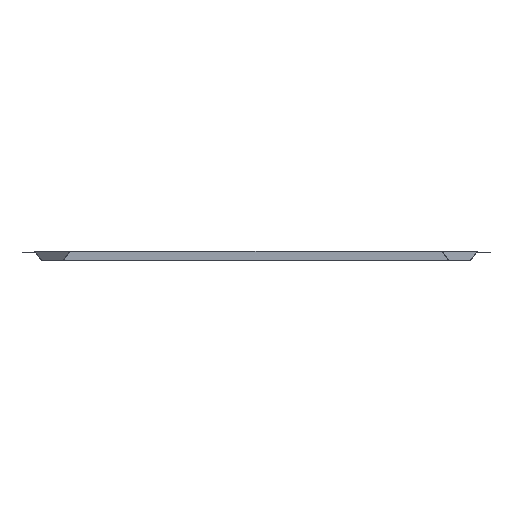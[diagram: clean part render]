
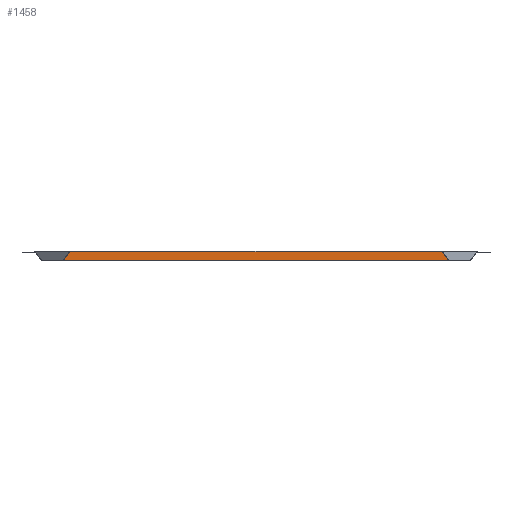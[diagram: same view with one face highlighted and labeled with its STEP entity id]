
A CAD part, front view. The second image highlights one B-rep face of the part: STEP entity #1458.
In plain terms, the highlighted planar face has unit normal (0, -1, 0).
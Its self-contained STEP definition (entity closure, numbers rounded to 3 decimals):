
#54 = EDGE_CURVE ( 'NONE', #1251, #993, #1823, .T. ) ;
#149 = CARTESIAN_POINT ( 'NONE',  ( 294.214, -0.7, -0.7 ) ) ;
#173 = EDGE_CURVE ( 'NONE', #778, #313, #2147, .T. ) ;
#203 = FACE_OUTER_BOUND ( 'NONE', #997, .T. ) ;
#252 = CARTESIAN_POINT ( 'NONE',  ( -281.878, -0.7, -13. ) ) ;
#313 = VERTEX_POINT ( 'NONE', #1192 ) ;
#370 = VECTOR ( 'NONE', #1472, 1000. ) ;
#374 = VECTOR ( 'NONE', #1244, 1000. ) ;
#417 = DIRECTION ( 'NONE',  ( -1., 0., 0. ) ) ;
#436 = CARTESIAN_POINT ( 'NONE',  ( 281.878, -0.7, -13. ) ) ;
#442 = CARTESIAN_POINT ( 'NONE',  ( -294.081, -0.7, -0.901 ) ) ;
#525 = CARTESIAN_POINT ( 'NONE',  ( 294.081, -0.7, -0.901 ) ) ;
#549 = VERTEX_POINT ( 'NONE', #436 ) ;
#579 = LINE ( 'NONE', #1195, #1879 ) ;
#747 = LINE ( 'NONE', #1120, #370 ) ;
#778 = VERTEX_POINT ( 'NONE', #1579 ) ;
#798 = CARTESIAN_POINT ( 'NONE',  ( -294.214, -0.7, -0.7 ) ) ;
#859 = VECTOR ( 'NONE', #1643, 1000. ) ;
#964 = CARTESIAN_POINT ( 'NONE',  ( -293.563, -0.7, -1.408 ) ) ;
#968 = ORIENTED_EDGE ( 'NONE', *, *, #1751, .T. ) ;
#970 = AXIS2_PLACEMENT_3D ( 'NONE', #1876, #1961, #1970 ) ;
#993 = VERTEX_POINT ( 'NONE', #1198 ) ;
#997 = EDGE_LOOP ( 'NONE', ( #1492, #1774, #1781, #1151, #968, #1709 ) ) ;
#1073 = CARTESIAN_POINT ( 'NONE',  ( -293.178, -0.7, -1.7 ) ) ;
#1120 = CARTESIAN_POINT ( 'NONE',  ( 281.878, -0.7, -13. ) ) ;
#1151 = ORIENTED_EDGE ( 'NONE', *, *, #173, .T. ) ;
#1192 = CARTESIAN_POINT ( 'NONE',  ( 294.214, -0.7, -0.7 ) ) ;
#1195 = CARTESIAN_POINT ( 'NONE',  ( 0., -0.7, -0.7 ) ) ;
#1198 = CARTESIAN_POINT ( 'NONE',  ( -294.214, -0.7, -0.7 ) ) ;
#1244 = DIRECTION ( 'NONE',  ( 1., 0., 0. ) ) ;
#1246 = EDGE_CURVE ( 'NONE', #1356, #549, #1714, .T. ) ;
#1251 = VERTEX_POINT ( 'NONE', #1073 ) ;
#1356 = VERTEX_POINT ( 'NONE', #252 ) ;
#1419 = CARTESIAN_POINT ( 'NONE',  ( 293.178, -0.7, -1.7 ) ) ;
#1443 = CARTESIAN_POINT ( 'NONE',  ( 293.37, -0.7, -1.554 ) ) ;
#1458 = ADVANCED_FACE ( 'NONE', ( #203 ), #1951, .F. ) ;
#1472 = DIRECTION ( 'NONE',  ( 0.707, 0., 0.707 ) ) ;
#1492 = ORIENTED_EDGE ( 'NONE', *, *, #1831, .T. ) ;
#1579 = CARTESIAN_POINT ( 'NONE',  ( 293.178, -0.7, -1.7 ) ) ;
#1621 = CARTESIAN_POINT ( 'NONE',  ( -293.919, -0.7, -1.082 ) ) ;
#1643 = DIRECTION ( 'NONE',  ( 0.707, 0., -0.707 ) ) ;
#1709 = ORIENTED_EDGE ( 'NONE', *, *, #54, .F. ) ;
#1714 = LINE ( 'NONE', #2125, #374 ) ;
#1751 = EDGE_CURVE ( 'NONE', #313, #993, #579, .T. ) ;
#1752 = CARTESIAN_POINT ( 'NONE',  ( 293.919, -0.7, -1.082 ) ) ;
#1758 = CARTESIAN_POINT ( 'NONE',  ( 293.563, -0.7, -1.408 ) ) ;
#1771 = LINE ( 'NONE', #2140, #859 ) ;
#1772 = CARTESIAN_POINT ( 'NONE',  ( -293.37, -0.7, -1.554 ) ) ;
#1774 = ORIENTED_EDGE ( 'NONE', *, *, #1246, .T. ) ;
#1781 = ORIENTED_EDGE ( 'NONE', *, *, #1910, .T. ) ;
#1816 = CARTESIAN_POINT ( 'NONE',  ( -293.178, -0.7, -1.7 ) ) ;
#1823 = B_SPLINE_CURVE_WITH_KNOTS ( 'NONE', 3,
 ( #1816, #1772, #964, #1621, #442, #798 ),
 .UNSPECIFIED., .F., .F.,
 ( 4, 2, 4 ),
 ( 0.004, 0.004, 0.005 ),
 .UNSPECIFIED. ) ;
#1831 = EDGE_CURVE ( 'NONE', #1251, #1356, #1771, .T. ) ;
#1876 = CARTESIAN_POINT ( 'NONE',  ( 0., -0.7, 0. ) ) ;
#1879 = VECTOR ( 'NONE', #417, 1000. ) ;
#1910 = EDGE_CURVE ( 'NONE', #549, #778, #747, .T. ) ;
#1951 = PLANE ( 'NONE',  #970 ) ;
#1961 = DIRECTION ( 'NONE',  ( 0., 1., 0. ) ) ;
#1970 = DIRECTION ( 'NONE',  ( 0., 0., 1. ) ) ;
#2125 = CARTESIAN_POINT ( 'NONE',  ( 0., -0.7, -13. ) ) ;
#2140 = CARTESIAN_POINT ( 'NONE',  ( -147.439, -0.7, -147.439 ) ) ;
#2147 = B_SPLINE_CURVE_WITH_KNOTS ( 'NONE', 3,
 ( #1419, #1443, #1758, #1752, #525, #149 ),
 .UNSPECIFIED., .F., .F.,
 ( 4, 2, 4 ),
 ( 0.004, 0.004, 0.005 ),
 .UNSPECIFIED. ) ;
